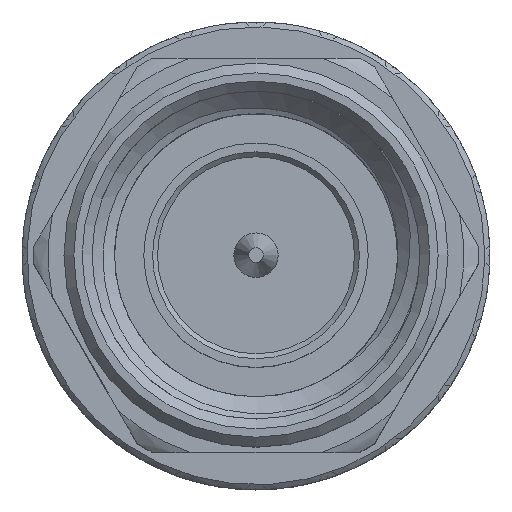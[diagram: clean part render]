
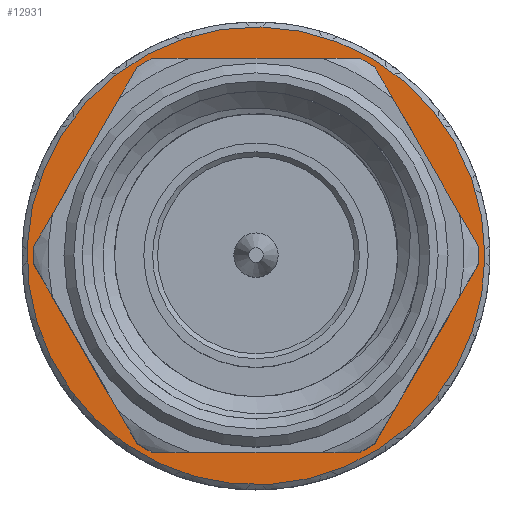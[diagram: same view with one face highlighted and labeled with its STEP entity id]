
A CAD part, top view. The second image highlights one B-rep face of the part: STEP entity #12931.
In plain terms, the highlighted planar face has unit normal (0, 0, 1).
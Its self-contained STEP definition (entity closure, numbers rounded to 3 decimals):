
#12931 = ADVANCED_FACE( '', ( #26615, #26616 ), #26617, .T. );
#26615 = FACE_OUTER_BOUND( '', #153975, .T. );
#26616 = FACE_BOUND( '', #153976, .T. );
#26617 = PLANE( '', #153977 );
#153975 = EDGE_LOOP( '', ( #196580 ) );
#153976 = EDGE_LOOP( '', ( #196581 ) );
#153977 = AXIS2_PLACEMENT_3D( '', #196582, #196583, #196584 );
#196580 = ORIENTED_EDGE( '', *, *, #203947, .T. );
#196581 = ORIENTED_EDGE( '', *, *, #206983, .T. );
#196582 = CARTESIAN_POINT( '', ( -1.625, 0., 3.8 ) );
#196583 = DIRECTION( '', ( 0., 0., 1. ) );
#196584 = DIRECTION( '', ( 1., 0., 0. ) );
#203947 = EDGE_CURVE( '', #220906, #220906, #220907, .T. );
#206983 = EDGE_CURVE( '', #225355, #225355, #225356, .T. );
#220906 = VERTEX_POINT( '', #262370 );
#220907 = CIRCLE( '', #262371, 4.65 );
#225355 = VERTEX_POINT( '', #284527 );
#225356 = CIRCLE( '', #284528, 3.25 );
#262370 = CARTESIAN_POINT( '', ( 4.65, 0., 3.8 ) );
#262371 = AXIS2_PLACEMENT_3D( '', #331568, #331569, #331570 );
#284527 = CARTESIAN_POINT( '', ( -3.25, 0., 3.8 ) );
#284528 = AXIS2_PLACEMENT_3D( '', #332257, #332258, #332259 );
#331568 = CARTESIAN_POINT( '', ( 0., 0., 3.8 ) );
#331569 = DIRECTION( '', ( 0., 0., 1. ) );
#331570 = DIRECTION( '', ( 1., 0., 0. ) );
#332257 = CARTESIAN_POINT( '', ( 0., 0., 3.8 ) );
#332258 = DIRECTION( '', ( 0., 0., -1. ) );
#332259 = DIRECTION( '', ( -1., 0., 0. ) );
